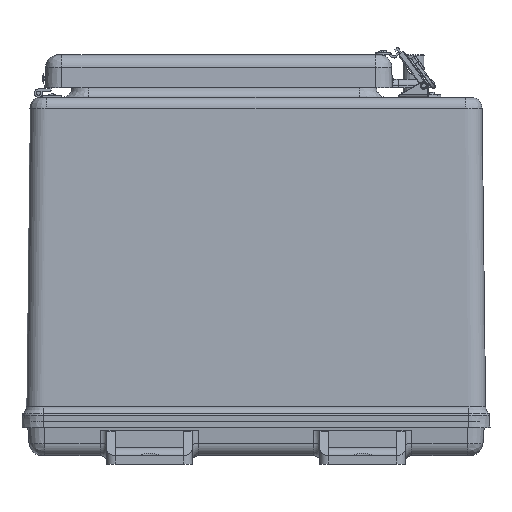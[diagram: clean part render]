
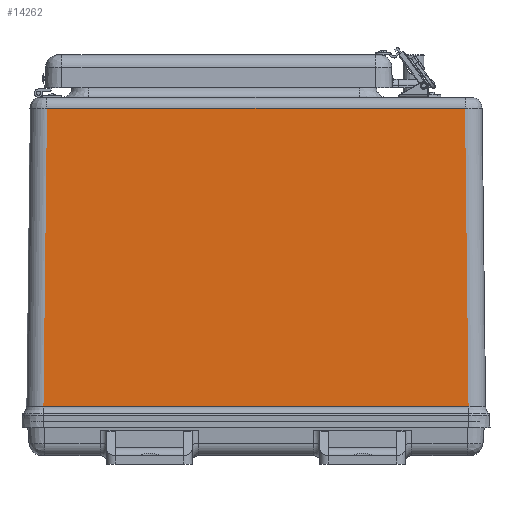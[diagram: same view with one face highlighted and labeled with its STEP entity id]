
A CAD part, front view. The second image highlights one B-rep face of the part: STEP entity #14262.
In plain terms, the highlighted planar face has unit normal (0, -1, 0.012).
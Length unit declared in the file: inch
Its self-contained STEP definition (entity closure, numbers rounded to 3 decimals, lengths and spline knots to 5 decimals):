
#395=PLANE($,#15251);
#824=LINE($,#21833,#1934);
#845=LINE($,#22416,#1955);
#846=LINE($,#22418,#1956);
#875=LINE($,#23038,#1985);
#876=LINE($,#23039,#1986);
#941=LINE($,#24394,#2051);
#943=LINE($,#24471,#2053);
#944=LINE($,#24472,#2054);
#1934=VECTOR($,#16944,12.46092);
#1955=VECTOR($,#16995,0.0085);
#1956=VECTOR($,#16996,0.00003);
#1985=VECTOR($,#17045,0.00003);
#1986=VECTOR($,#17046,0.0085);
#2051=VECTOR($,#17345,12.25476);
#2053=VECTOR($,#17355,8.75252);
#2054=VECTOR($,#17356,8.75252);
#3614=FACE_OUTER_BOUND($,#4520,.T.);
#4520=EDGE_LOOP($,(#10331,#10332,#10333,#10334,#10335,#10336,#10337,#10338));
#6363=VERTEX_POINT($,#21809);
#6367=VERTEX_POINT($,#21831);
#6393=VERTEX_POINT($,#22415);
#6394=VERTEX_POINT($,#22417);
#6423=VERTEX_POINT($,#23029);
#6424=VERTEX_POINT($,#23037);
#6498=VERTEX_POINT($,#24315);
#6500=VERTEX_POINT($,#24392);
#7749=EDGE_CURVE($,#6367,#6363,#824,.T.);
#7788=EDGE_CURVE($,#6363,#6393,#845,.T.);
#7789=EDGE_CURVE($,#6394,#6393,#846,.T.);
#7837=EDGE_CURVE($,#6424,#6423,#875,.T.);
#7838=EDGE_CURVE($,#6367,#6424,#876,.T.);
#7978=EDGE_CURVE($,#6498,#6500,#941,.T.);
#7982=EDGE_CURVE($,#6500,#6423,#943,.T.);
#7983=EDGE_CURVE($,#6394,#6498,#944,.T.);
#10331=ORIENTED_EDGE($,*,*,#7749,.F.);
#10332=ORIENTED_EDGE($,*,*,#7838,.T.);
#10333=ORIENTED_EDGE($,*,*,#7837,.T.);
#10334=ORIENTED_EDGE($,*,*,#7982,.F.);
#10335=ORIENTED_EDGE($,*,*,#7978,.F.);
#10336=ORIENTED_EDGE($,*,*,#7983,.F.);
#10337=ORIENTED_EDGE($,*,*,#7789,.T.);
#10338=ORIENTED_EDGE($,*,*,#7788,.F.);
#14262=ADVANCED_FACE($,(#3614),#395,.T.);
#15251=AXIS2_PLACEMENT_3D($,#24470,#17353,#17354);
#16944=DIRECTION($,(-1.,0.,0.));
#16995=DIRECTION($,(0.,0.012,1.));
#16996=DIRECTION($,(1.,0.,0.));
#17045=DIRECTION($,(1.,0.,0.));
#17046=DIRECTION($,(0.,0.012,1.));
#17345=DIRECTION($,(1.,0.,0.));
#17353=DIRECTION('center_axis',(0.,-1.,0.012));
#17354=DIRECTION('ref_axis',(0.,-0.012,-1.));
#17355=DIRECTION($,(0.012,-0.012,-1.));
#17356=DIRECTION($,(0.012,0.012,1.));
#21809=CARTESIAN_POINT('',(-6.23046,-12.2916,-0.0085));
#21831=CARTESIAN_POINT('',(6.23046,-12.2916,-0.0085));
#21833=CARTESIAN_POINT($,(6.23046,-12.2916,-0.0085));
#22415=CARTESIAN_POINT('',(-6.23046,-12.2915,0.));
#22416=CARTESIAN_POINT($,(-6.23046,-12.2916,-0.0085));
#22417=CARTESIAN_POINT('',(-6.23048,-12.2915,0.));
#22418=CARTESIAN_POINT($,(-6.23048,-12.2915,0.));
#23029=CARTESIAN_POINT('',(6.23048,-12.2915,0.));
#23037=CARTESIAN_POINT('',(6.23046,-12.2915,0.));
#23038=CARTESIAN_POINT($,(6.23046,-12.2915,0.));
#23039=CARTESIAN_POINT($,(6.23046,-12.2916,-0.0085));
#24315=CARTESIAN_POINT('',(-6.12738,-12.1884,8.75131));
#24392=CARTESIAN_POINT('',(6.12738,-12.1884,8.75131));
#24394=CARTESIAN_POINT($,(-6.12738,-12.1884,8.75131));
#24470=CARTESIAN_POINT('Origin',(-6.73045,-12.2915,0.));
#24471=CARTESIAN_POINT($,(6.12738,-12.1884,8.75131));
#24472=CARTESIAN_POINT($,(-6.23048,-12.2915,0.));
